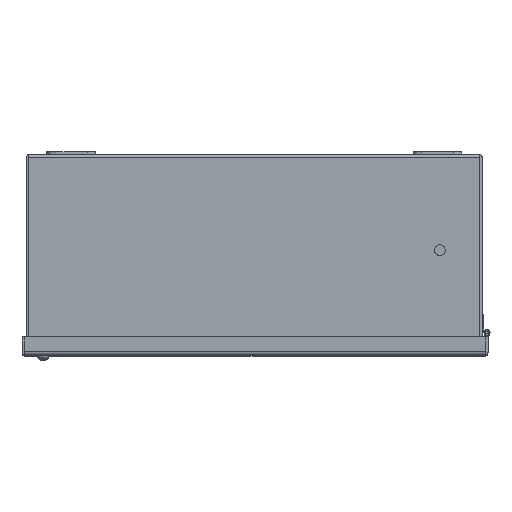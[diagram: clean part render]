
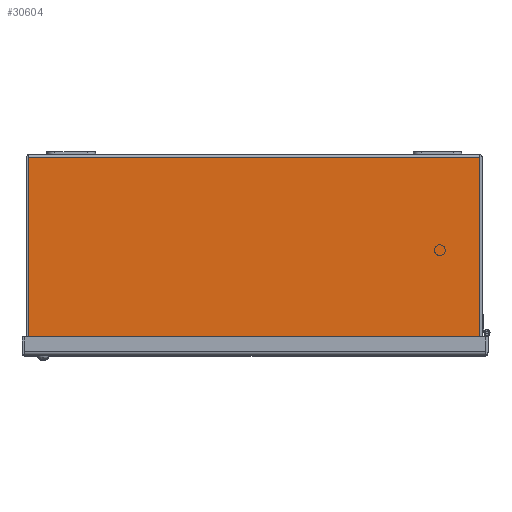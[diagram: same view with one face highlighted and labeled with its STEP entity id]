
A CAD part, top view. The second image highlights one B-rep face of the part: STEP entity #30604.
In plain terms, the highlighted planar face has unit normal (0, 0, 1).
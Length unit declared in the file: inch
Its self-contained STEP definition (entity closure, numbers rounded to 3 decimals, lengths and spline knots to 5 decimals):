
#312 = CARTESIAN_POINT ( 'NONE',  ( 6.92789, 39.37008, 8.625 ) ) ;
#2104 = VERTEX_POINT ( 'NONE', #40440 ) ;
#2177 = VECTOR ( 'NONE', #29649, 39.37008 ) ;
#3770 = VERTEX_POINT ( 'NONE', #38205 ) ;
#4365 = ORIENTED_EDGE ( 'NONE', *, *, #24810, .T. ) ;
#5047 = LINE ( 'NONE', #15653, #20291 ) ;
#5580 = ORIENTED_EDGE ( 'NONE', *, *, #11336, .T. ) ;
#6047 = ORIENTED_EDGE ( 'NONE', *, *, #30361, .T. ) ;
#8772 = VERTEX_POINT ( 'NONE', #15716 ) ;
#9155 = DIRECTION ( 'NONE',  ( 1., 0., 0. ) ) ;
#10139 = FACE_OUTER_BOUND ( 'NONE', #30848, .T. ) ;
#11336 = EDGE_CURVE ( 'NONE', #3770, #33812, #21826, .T. ) ;
#13734 = VECTOR ( 'NONE', #32058, 39.37008 ) ;
#13823 = PLANE ( 'NONE',  #21877 ) ;
#14146 = LINE ( 'NONE', #21296, #37857 ) ;
#15653 = CARTESIAN_POINT ( 'NONE',  ( -48.406, -5.892, 8.625 ) ) ;
#15716 = CARTESIAN_POINT ( 'NONE',  ( 6.92789, -5.892, 8.625 ) ) ;
#16584 = LINE ( 'NONE', #312, #2177 ) ;
#18788 = CARTESIAN_POINT ( 'NONE',  ( -6.92789, 39.37008, 8.625 ) ) ;
#20291 = VECTOR ( 'NONE', #9155, 39.37008 ) ;
#20768 = EDGE_CURVE ( 'NONE', #2104, #8772, #16584, .T. ) ;
#21296 = CARTESIAN_POINT ( 'NONE',  ( -48.406, -0.108, 8.625 ) ) ;
#21826 = LINE ( 'NONE', #18788, #13734 ) ;
#21877 = AXIS2_PLACEMENT_3D ( 'NONE', #30129, #37094, #26636 ) ;
#24810 = EDGE_CURVE ( 'NONE', #33812, #8772, #5047, .T. ) ;
#26636 = DIRECTION ( 'NONE',  ( 1., 0., 0. ) ) ;
#29649 = DIRECTION ( 'NONE',  ( 0., -1., 0. ) ) ;
#30129 = CARTESIAN_POINT ( 'NONE',  ( -48.406, 0., 8.625 ) ) ;
#30361 = EDGE_CURVE ( 'NONE', #2104, #3770, #14146, .T. ) ;
#30604 = ADVANCED_FACE ( 'NONE', ( #10139 ), #13823, .T. ) ;
#30848 = EDGE_LOOP ( 'NONE', ( #5580, #4365, #32225, #6047 ) ) ;
#32058 = DIRECTION ( 'NONE',  ( 0., -1., 0. ) ) ;
#32225 = ORIENTED_EDGE ( 'NONE', *, *, #20768, .F. ) ;
#33812 = VERTEX_POINT ( 'NONE', #35975 ) ;
#34156 = DIRECTION ( 'NONE',  ( -1., 0., 0. ) ) ;
#35975 = CARTESIAN_POINT ( 'NONE',  ( -6.92789, -5.892, 8.625 ) ) ;
#37094 = DIRECTION ( 'NONE',  ( 0., 0., 1. ) ) ;
#37857 = VECTOR ( 'NONE', #34156, 39.37008 ) ;
#38205 = CARTESIAN_POINT ( 'NONE',  ( -6.92789, -0.108, 8.625 ) ) ;
#40440 = CARTESIAN_POINT ( 'NONE',  ( 6.92789, -0.108, 8.625 ) ) ;
